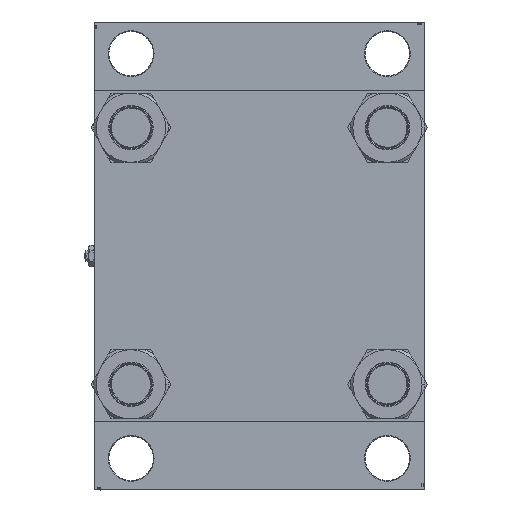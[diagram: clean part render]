
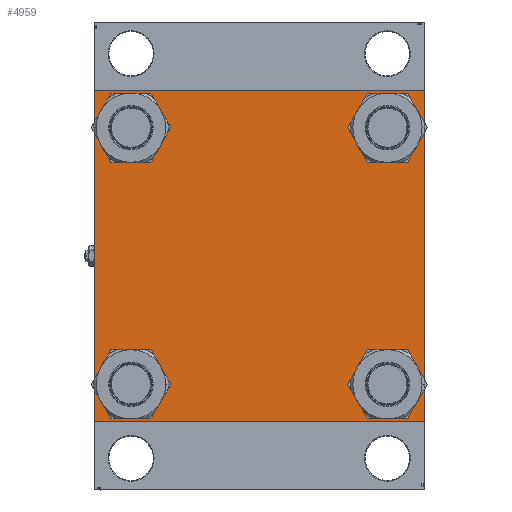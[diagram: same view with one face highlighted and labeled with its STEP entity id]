
A CAD part, left-side view. The second image highlights one B-rep face of the part: STEP entity #4959.
In plain terms, the highlighted planar face has unit normal (-1, 0, 0).
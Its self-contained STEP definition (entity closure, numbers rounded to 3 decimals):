
#98 = ORIENTED_EDGE ( 'NONE', *, *, #10049, .T. ) ;
#230 = DIRECTION ( 'NONE',  ( 0., 0., 1. ) ) ;
#336 = FACE_BOUND ( 'NONE', #42219, .T. ) ;
#635 = EDGE_CURVE ( 'NONE', #10760, #37823, #31350, .T. ) ;
#719 = VECTOR ( 'NONE', #24260, 1000. ) ;
#828 = PLANE ( 'NONE',  #43032 ) ;
#1745 = DIRECTION ( 'NONE',  ( 0., -0.707, -0.707 ) ) ;
#2275 = CARTESIAN_POINT ( 'NONE',  ( 0., 95.1, -95.1 ) ) ;
#2329 = EDGE_CURVE ( 'NONE', #37823, #3733, #23998, .T. ) ;
#2470 = DIRECTION ( 'NONE',  ( 0., 0., 1. ) ) ;
#2654 = CARTESIAN_POINT ( 'NONE',  ( 0., -122., -122.5 ) ) ;
#2899 = DIRECTION ( 'NONE',  ( 0., 0., -1. ) ) ;
#3113 = VERTEX_POINT ( 'NONE', #2654 ) ;
#3287 = AXIS2_PLACEMENT_3D ( 'NONE', #38006, #30456, #230 ) ;
#3491 = EDGE_CURVE ( 'NONE', #24017, #28231, #30100, .T. ) ;
#3733 = VERTEX_POINT ( 'NONE', #49621 ) ;
#3825 = DIRECTION ( 'NONE',  ( 0., 0., 1. ) ) ;
#4317 = CARTESIAN_POINT ( 'NONE',  ( 0., 95.1, -95.1 ) ) ;
#4850 = CARTESIAN_POINT ( 'NONE',  ( 0., 122., -122.5 ) ) ;
#4868 = DIRECTION ( 'NONE',  ( 0., 0., -1. ) ) ;
#4959 = ADVANCED_FACE ( 'NONE', ( #34822, #42895, #336, #35577, #20474 ), #828, .T. ) ;
#5064 = VECTOR ( 'NONE', #38091, 1000. ) ;
#5433 = CARTESIAN_POINT ( 'NONE',  ( 0., 122., 122.5 ) ) ;
#7033 = CARTESIAN_POINT ( 'NONE',  ( 0., -95.1, -79.6 ) ) ;
#8439 = ORIENTED_EDGE ( 'NONE', *, *, #38729, .T. ) ;
#8601 = DIRECTION ( 'NONE',  ( 0., 0., 1. ) ) ;
#8793 = CARTESIAN_POINT ( 'NONE',  ( 0., 95.1, -79.6 ) ) ;
#8904 = CARTESIAN_POINT ( 'NONE',  ( 0., 122.5, 122.5 ) ) ;
#9812 = LINE ( 'NONE', #36237, #27178 ) ;
#9969 = VERTEX_POINT ( 'NONE', #4850 ) ;
#10049 = EDGE_CURVE ( 'NONE', #41287, #12510, #40876, .T. ) ;
#10339 = DIRECTION ( 'NONE',  ( 1., 0., 0. ) ) ;
#10402 = AXIS2_PLACEMENT_3D ( 'NONE', #2275, #10339, #13379 ) ;
#10760 = VERTEX_POINT ( 'NONE', #5433 ) ;
#10867 = EDGE_CURVE ( 'NONE', #19882, #23838, #25320, .T. ) ;
#11027 = DIRECTION ( 'NONE',  ( 1., 0., 0. ) ) ;
#11563 = CARTESIAN_POINT ( 'NONE',  ( 0., 122.5, 122. ) ) ;
#11667 = CARTESIAN_POINT ( 'NONE',  ( 0., -122.25, 122.25 ) ) ;
#11700 = ORIENTED_EDGE ( 'NONE', *, *, #40780, .F. ) ;
#11740 = DIRECTION ( 'NONE',  ( 0., 0.707, -0.707 ) ) ;
#12510 = VERTEX_POINT ( 'NONE', #29669 ) ;
#13379 = DIRECTION ( 'NONE',  ( 0., 0., 1. ) ) ;
#13486 = ORIENTED_EDGE ( 'NONE', *, *, #27848, .T. ) ;
#13962 = CARTESIAN_POINT ( 'NONE',  ( 0., -122.5, -122. ) ) ;
#14189 = ORIENTED_EDGE ( 'NONE', *, *, #2329, .T. ) ;
#15175 = ORIENTED_EDGE ( 'NONE', *, *, #3491, .T. ) ;
#15189 = LINE ( 'NONE', #11667, #5064 ) ;
#15193 = CARTESIAN_POINT ( 'NONE',  ( 0., -122.5, 122. ) ) ;
#15237 = ORIENTED_EDGE ( 'NONE', *, *, #10867, .F. ) ;
#15315 = EDGE_CURVE ( 'NONE', #47225, #24274, #42672, .T. ) ;
#15510 = CARTESIAN_POINT ( 'NONE',  ( 0., 122.25, 122.25 ) ) ;
#15706 = CARTESIAN_POINT ( 'NONE',  ( 0., 0., 0. ) ) ;
#15840 = CARTESIAN_POINT ( 'NONE',  ( 0., -95.1, 79.6 ) ) ;
#16080 = VECTOR ( 'NONE', #17498, 1000. ) ;
#17498 = DIRECTION ( 'NONE',  ( 0., -0.707, 0.707 ) ) ;
#17528 = EDGE_CURVE ( 'NONE', #40385, #24052, #23473, .T. ) ;
#18197 = ORIENTED_EDGE ( 'NONE', *, *, #635, .T. ) ;
#18468 = ORIENTED_EDGE ( 'NONE', *, *, #23931, .T. ) ;
#19882 = VERTEX_POINT ( 'NONE', #15193 ) ;
#20134 = AXIS2_PLACEMENT_3D ( 'NONE', #37215, #11027, #2470 ) ;
#20474 = FACE_OUTER_BOUND ( 'NONE', #36960, .T. ) ;
#20709 = DIRECTION ( 'NONE',  ( 0., 0., 1. ) ) ;
#21166 = DIRECTION ( 'NONE',  ( 0., 0., 1. ) ) ;
#21212 = CARTESIAN_POINT ( 'NONE',  ( 0., 95.1, -110.6 ) ) ;
#21842 = AXIS2_PLACEMENT_3D ( 'NONE', #23691, #23935, #39050 ) ;
#21958 = ORIENTED_EDGE ( 'NONE', *, *, #17528, .T. ) ;
#22031 = LINE ( 'NONE', #44938, #16080 ) ;
#22065 = AXIS2_PLACEMENT_3D ( 'NONE', #4317, #42099, #3825 ) ;
#22446 = CIRCLE ( 'NONE', #10402, 15.5 ) ;
#23473 = CIRCLE ( 'NONE', #33110, 15.5 ) ;
#23691 = CARTESIAN_POINT ( 'NONE',  ( 0., 95.1, 95.1 ) ) ;
#23838 = VERTEX_POINT ( 'NONE', #13962 ) ;
#23931 = EDGE_CURVE ( 'NONE', #19882, #29977, #15189, .T. ) ;
#23935 = DIRECTION ( 'NONE',  ( 1., 0., 0. ) ) ;
#23998 = LINE ( 'NONE', #28016, #46127 ) ;
#24012 = ORIENTED_EDGE ( 'NONE', *, *, #44588, .T. ) ;
#24017 = VERTEX_POINT ( 'NONE', #21212 ) ;
#24052 = VERTEX_POINT ( 'NONE', #43122 ) ;
#24260 = DIRECTION ( 'NONE',  ( 0., -1., 0. ) ) ;
#24274 = VERTEX_POINT ( 'NONE', #37295 ) ;
#24516 = CIRCLE ( 'NONE', #33353, 15.5 ) ;
#25320 = LINE ( 'NONE', #33850, #30454 ) ;
#27136 = EDGE_LOOP ( 'NONE', ( #45591, #24012 ) ) ;
#27178 = VECTOR ( 'NONE', #1745, 1000. ) ;
#27539 = CARTESIAN_POINT ( 'NONE',  ( 0., 122.5, -122.5 ) ) ;
#27848 = EDGE_CURVE ( 'NONE', #24052, #40385, #24516, .T. ) ;
#28016 = CARTESIAN_POINT ( 'NONE',  ( 0., 122.5, 122.5 ) ) ;
#28231 = VERTEX_POINT ( 'NONE', #8793 ) ;
#28752 = CARTESIAN_POINT ( 'NONE',  ( 0., 95.1, 95.1 ) ) ;
#29669 = CARTESIAN_POINT ( 'NONE',  ( 0., 95.1, 110.6 ) ) ;
#29977 = VERTEX_POINT ( 'NONE', #44818 ) ;
#30100 = CIRCLE ( 'NONE', #22065, 15.5 ) ;
#30406 = EDGE_LOOP ( 'NONE', ( #44963, #98 ) ) ;
#30454 = VECTOR ( 'NONE', #2899, 1000. ) ;
#30456 = DIRECTION ( 'NONE',  ( 1., 0., 0. ) ) ;
#31350 = LINE ( 'NONE', #15510, #42059 ) ;
#31507 = DIRECTION ( 'NONE',  ( 1., 0., 0. ) ) ;
#31742 = ORIENTED_EDGE ( 'NONE', *, *, #34670, .T. ) ;
#32041 = DIRECTION ( 'NONE',  ( -1., 0., 0. ) ) ;
#32056 = LINE ( 'NONE', #8904, #719 ) ;
#32228 = CARTESIAN_POINT ( 'NONE',  ( 0., -95.1, 95.1 ) ) ;
#32279 = CIRCLE ( 'NONE', #21842, 15.5 ) ;
#32589 = EDGE_LOOP ( 'NONE', ( #13486, #21958 ) ) ;
#32825 = AXIS2_PLACEMENT_3D ( 'NONE', #28752, #44121, #20709 ) ;
#32999 = CIRCLE ( 'NONE', #20134, 15.5 ) ;
#33110 = AXIS2_PLACEMENT_3D ( 'NONE', #32228, #43818, #21166 ) ;
#33353 = AXIS2_PLACEMENT_3D ( 'NONE', #43594, #31507, #8601 ) ;
#33850 = CARTESIAN_POINT ( 'NONE',  ( 0., -122.5, 122.5 ) ) ;
#34670 = EDGE_CURVE ( 'NONE', #3733, #9969, #9812, .T. ) ;
#34822 = FACE_BOUND ( 'NONE', #32589, .T. ) ;
#35577 = FACE_BOUND ( 'NONE', #30406, .T. ) ;
#36237 = CARTESIAN_POINT ( 'NONE',  ( 0., 122.25, -122.25 ) ) ;
#36960 = EDGE_LOOP ( 'NONE', ( #14189, #31742, #38069, #8439, #15237, #18468, #11700, #18197 ) ) ;
#37215 = CARTESIAN_POINT ( 'NONE',  ( 0., -95.1, -95.1 ) ) ;
#37295 = CARTESIAN_POINT ( 'NONE',  ( 0., -95.1, -110.6 ) ) ;
#37823 = VERTEX_POINT ( 'NONE', #11563 ) ;
#38006 = CARTESIAN_POINT ( 'NONE',  ( 0., -95.1, -95.1 ) ) ;
#38069 = ORIENTED_EDGE ( 'NONE', *, *, #40534, .T. ) ;
#38091 = DIRECTION ( 'NONE',  ( 0., 0.707, 0.707 ) ) ;
#38493 = VECTOR ( 'NONE', #42649, 1000. ) ;
#38729 = EDGE_CURVE ( 'NONE', #3113, #23838, #22031, .T. ) ;
#39050 = DIRECTION ( 'NONE',  ( 0., 0., 1. ) ) ;
#40385 = VERTEX_POINT ( 'NONE', #15840 ) ;
#40534 = EDGE_CURVE ( 'NONE', #9969, #3113, #46682, .T. ) ;
#40780 = EDGE_CURVE ( 'NONE', #10760, #29977, #32056, .T. ) ;
#40876 = CIRCLE ( 'NONE', #32825, 15.5 ) ;
#41160 = EDGE_CURVE ( 'NONE', #28231, #24017, #22446, .T. ) ;
#41287 = VERTEX_POINT ( 'NONE', #49117 ) ;
#42059 = VECTOR ( 'NONE', #11740, 1000. ) ;
#42099 = DIRECTION ( 'NONE',  ( 1., 0., 0. ) ) ;
#42219 = EDGE_LOOP ( 'NONE', ( #43169, #15175 ) ) ;
#42649 = DIRECTION ( 'NONE',  ( 0., -1., 0. ) ) ;
#42672 = CIRCLE ( 'NONE', #3287, 15.5 ) ;
#42895 = FACE_BOUND ( 'NONE', #27136, .T. ) ;
#43032 = AXIS2_PLACEMENT_3D ( 'NONE', #15706, #32041, #47163 ) ;
#43122 = CARTESIAN_POINT ( 'NONE',  ( 0., -95.1, 110.6 ) ) ;
#43169 = ORIENTED_EDGE ( 'NONE', *, *, #41160, .T. ) ;
#43594 = CARTESIAN_POINT ( 'NONE',  ( 0., -95.1, 95.1 ) ) ;
#43818 = DIRECTION ( 'NONE',  ( 1., 0., 0. ) ) ;
#44121 = DIRECTION ( 'NONE',  ( 1., 0., 0. ) ) ;
#44588 = EDGE_CURVE ( 'NONE', #24274, #47225, #32999, .T. ) ;
#44818 = CARTESIAN_POINT ( 'NONE',  ( 0., -122., 122.5 ) ) ;
#44938 = CARTESIAN_POINT ( 'NONE',  ( 0., -122.25, -122.25 ) ) ;
#44963 = ORIENTED_EDGE ( 'NONE', *, *, #47092, .T. ) ;
#45591 = ORIENTED_EDGE ( 'NONE', *, *, #15315, .T. ) ;
#46127 = VECTOR ( 'NONE', #4868, 1000. ) ;
#46682 = LINE ( 'NONE', #27539, #38493 ) ;
#47092 = EDGE_CURVE ( 'NONE', #12510, #41287, #32279, .T. ) ;
#47163 = DIRECTION ( 'NONE',  ( 0., 0., 1. ) ) ;
#47225 = VERTEX_POINT ( 'NONE', #7033 ) ;
#49117 = CARTESIAN_POINT ( 'NONE',  ( 0., 95.1, 79.6 ) ) ;
#49621 = CARTESIAN_POINT ( 'NONE',  ( 0., 122.5, -122. ) ) ;
